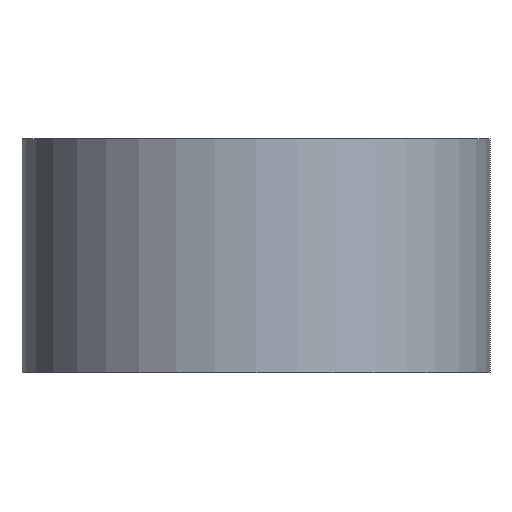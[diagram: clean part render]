
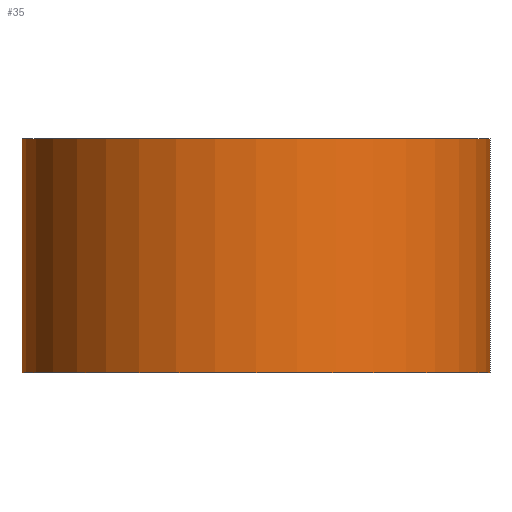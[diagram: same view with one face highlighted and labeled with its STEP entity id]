
A CAD part, front view. The second image highlights one B-rep face of the part: STEP entity #35.
In plain terms, the highlighted cylindrical face has radius 2.5 mm (diameter 5 mm), a partial arc.
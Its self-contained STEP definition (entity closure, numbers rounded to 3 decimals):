
#1 = ORIENTED_EDGE ( 'NONE', *, *, #112, .F. ) ;
#4 = DIRECTION ( 'NONE',  ( 1., 0., 0. ) ) ;
#17 = CARTESIAN_POINT ( 'NONE',  ( -2.5, 0., 1.25 ) ) ;
#35 = ADVANCED_FACE ( 'NONE', ( #301 ), #358, .T. ) ;
#39 = AXIS2_PLACEMENT_3D ( 'NONE', #61, #165, #273 ) ;
#49 = CIRCLE ( 'NONE', #303, 2.5 ) ;
#61 = CARTESIAN_POINT ( 'NONE',  ( 0., 0., 1.25 ) ) ;
#101 = ORIENTED_EDGE ( 'NONE', *, *, #160, .T. ) ;
#112 = EDGE_CURVE ( 'NONE', #244, #274, #156, .T. ) ;
#124 = CARTESIAN_POINT ( 'NONE',  ( 0., 0., -1.25 ) ) ;
#132 = DIRECTION ( 'NONE',  ( 0., 0., -1. ) ) ;
#137 = CARTESIAN_POINT ( 'NONE',  ( 2.5, 0., 1.25 ) ) ;
#156 = CIRCLE ( 'NONE', #204, 2.5 ) ;
#160 = EDGE_CURVE ( 'NONE', #240, #185, #49, .T. ) ;
#165 = DIRECTION ( 'NONE',  ( 0., 0., -1. ) ) ;
#185 = VERTEX_POINT ( 'NONE', #281 ) ;
#204 = AXIS2_PLACEMENT_3D ( 'NONE', #254, #258, #205 ) ;
#205 = DIRECTION ( 'NONE',  ( 1., 0., 0. ) ) ;
#208 = ORIENTED_EDGE ( 'NONE', *, *, #300, .F. ) ;
#214 = CARTESIAN_POINT ( 'NONE',  ( 2.5, 0., 1.25 ) ) ;
#216 = LINE ( 'NONE', #137, #221 ) ;
#221 = VECTOR ( 'NONE', #243, 1000. ) ;
#232 = VECTOR ( 'NONE', #132, 1000. ) ;
#235 = EDGE_LOOP ( 'NONE', ( #208, #1, #356, #101 ) ) ;
#240 = VERTEX_POINT ( 'NONE', #267 ) ;
#243 = DIRECTION ( 'NONE',  ( 0., 0., -1. ) ) ;
#244 = VERTEX_POINT ( 'NONE', #17 ) ;
#254 = CARTESIAN_POINT ( 'NONE',  ( 0., 0., 1.25 ) ) ;
#258 = DIRECTION ( 'NONE',  ( 0., 0., 1. ) ) ;
#267 = CARTESIAN_POINT ( 'NONE',  ( -2.5, 0., -1.25 ) ) ;
#273 = DIRECTION ( 'NONE',  ( -1., 0., 0. ) ) ;
#274 = VERTEX_POINT ( 'NONE', #214 ) ;
#280 = DIRECTION ( 'NONE',  ( 0., 0., 1. ) ) ;
#281 = CARTESIAN_POINT ( 'NONE',  ( 2.5, 0., -1.25 ) ) ;
#300 = EDGE_CURVE ( 'NONE', #274, #185, #216, .T. ) ;
#301 = FACE_OUTER_BOUND ( 'NONE', #235, .T. ) ;
#303 = AXIS2_PLACEMENT_3D ( 'NONE', #124, #280, #4 ) ;
#318 = LINE ( 'NONE', #321, #232 ) ;
#321 = CARTESIAN_POINT ( 'NONE',  ( -2.5, 0., 1.25 ) ) ;
#336 = EDGE_CURVE ( 'NONE', #244, #240, #318, .T. ) ;
#356 = ORIENTED_EDGE ( 'NONE', *, *, #336, .T. ) ;
#358 = CYLINDRICAL_SURFACE ( 'NONE', #39, 2.5 ) ;
